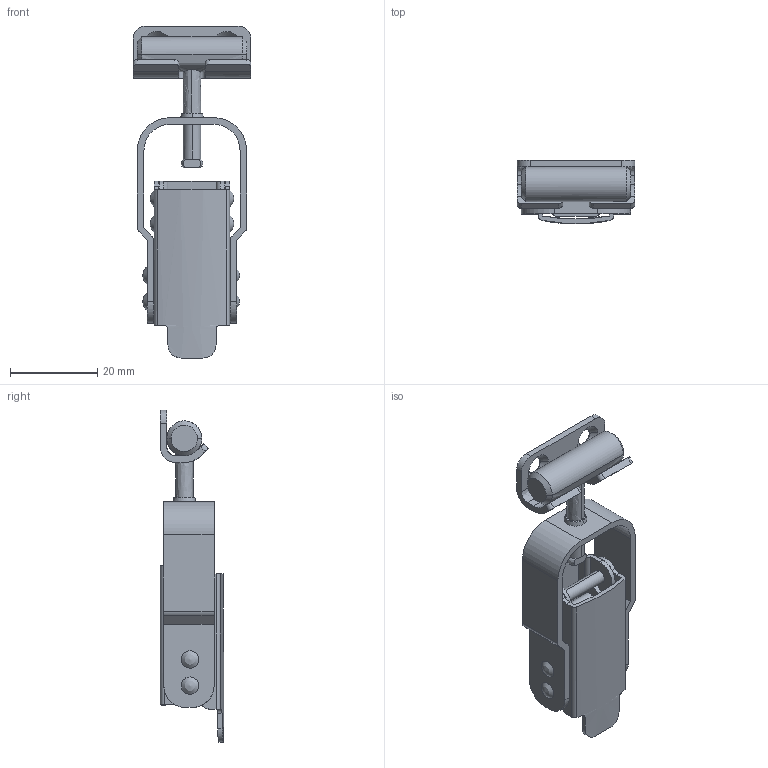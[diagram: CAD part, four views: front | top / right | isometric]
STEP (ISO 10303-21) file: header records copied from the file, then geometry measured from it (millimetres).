
FILE_DESCRIPTION((''),'2;1');
FILE_NAME('','2013-07-16T09:49:59',(''),(''),'','CADfix','');
FILE_SCHEMA(('AUTOMOTIVE_DESIGN { 1 0 10303 214 1 1 1 1 }'));
Length unit declared in the file: millimetre
Bounding box: 27 x 14.5 x 76 mm (x, y, z)
Volume: 6925.9 mm3; surface area: 10848.9 mm2
Topology: 4 solids, 4 shells, 266 faces, 807 edges, 564 vertices
Faces by surface type: bspline 266
Entity records: 10034 total; most frequent: CARTESIAN_POINT 5488, ORIENTED_EDGE 1614, EDGE_CURVE 807, VERTEX_POINT 564, QUASI_UNIFORM_CURVE 423, EDGE_LOOP 311, FACE_OUTER_BOUND 266, ADVANCED_FACE 266
